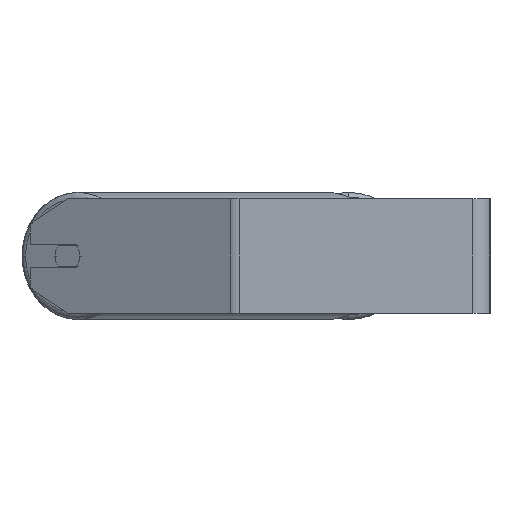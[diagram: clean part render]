
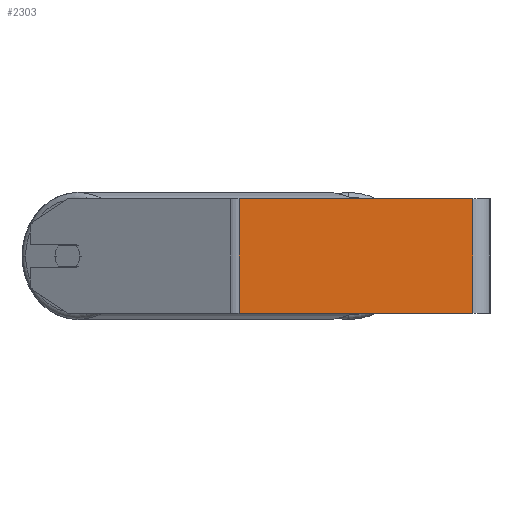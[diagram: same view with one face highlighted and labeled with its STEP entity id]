
A CAD part, left-side view. The second image highlights one B-rep face of the part: STEP entity #2303.
In plain terms, the highlighted planar face has unit normal (-1, 0, 0).
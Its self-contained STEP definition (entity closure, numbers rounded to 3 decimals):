
#170 = VERTEX_POINT ( 'NONE', #3942 ) ;
#182 = DIRECTION ( 'NONE',  ( 0., 0., -1. ) ) ;
#223 = EDGE_CURVE ( 'NONE', #170, #623, #6148, .T. ) ;
#450 = CARTESIAN_POINT ( 'NONE',  ( -605., 175.376, -40. ) ) ;
#623 = VERTEX_POINT ( 'NONE', #8163 ) ;
#702 = ORIENTED_EDGE ( 'NONE', *, *, #1958, .F. ) ;
#855 = VERTEX_POINT ( 'NONE', #3782 ) ;
#990 = ORIENTED_EDGE ( 'NONE', *, *, #7541, .T. ) ;
#1958 = EDGE_CURVE ( 'NONE', #623, #855, #6389, .T. ) ;
#2303 = ADVANCED_FACE ( 'NONE', ( #5548 ), #7664, .F. ) ;
#3140 = LINE ( 'NONE', #8612, #3422 ) ;
#3422 = VECTOR ( 'NONE', #7858, 1000. ) ;
#3599 = CARTESIAN_POINT ( 'NONE',  ( -605., 178.591, 40. ) ) ;
#3782 = CARTESIAN_POINT ( 'NONE',  ( -605., 12., -40. ) ) ;
#3801 = VECTOR ( 'NONE', #6964, 1000. ) ;
#3942 = CARTESIAN_POINT ( 'NONE',  ( -605., 175.376, 40. ) ) ;
#4741 = DIRECTION ( 'NONE',  ( 0., -1., 0. ) ) ;
#4898 = VERTEX_POINT ( 'NONE', #450 ) ;
#5036 = VECTOR ( 'NONE', #7586, 1000. ) ;
#5200 = EDGE_CURVE ( 'NONE', #170, #4898, #6340, .T. ) ;
#5409 = ORIENTED_EDGE ( 'NONE', *, *, #5200, .T. ) ;
#5548 = FACE_OUTER_BOUND ( 'NONE', #6596, .T. ) ;
#6148 = LINE ( 'NONE', #8747, #8674 ) ;
#6340 = LINE ( 'NONE', #6916, #3801 ) ;
#6389 = LINE ( 'NONE', #7674, #5036 ) ;
#6596 = EDGE_LOOP ( 'NONE', ( #990, #702, #7562, #5409 ) ) ;
#6916 = CARTESIAN_POINT ( 'NONE',  ( -605., 175.376, 40. ) ) ;
#6964 = DIRECTION ( 'NONE',  ( 0., 0., -1. ) ) ;
#7150 = AXIS2_PLACEMENT_3D ( 'NONE', #3599, #7702, #182 ) ;
#7541 = EDGE_CURVE ( 'NONE', #4898, #855, #3140, .T. ) ;
#7562 = ORIENTED_EDGE ( 'NONE', *, *, #223, .F. ) ;
#7586 = DIRECTION ( 'NONE',  ( 0., 0., -1. ) ) ;
#7664 = PLANE ( 'NONE',  #7150 ) ;
#7674 = CARTESIAN_POINT ( 'NONE',  ( -605., 12., 40. ) ) ;
#7702 = DIRECTION ( 'NONE',  ( 1., 0., 0. ) ) ;
#7858 = DIRECTION ( 'NONE',  ( 0., -1., 0. ) ) ;
#8163 = CARTESIAN_POINT ( 'NONE',  ( -605., 12., 40. ) ) ;
#8612 = CARTESIAN_POINT ( 'NONE',  ( -605., 178.591, -40. ) ) ;
#8674 = VECTOR ( 'NONE', #4741, 1000. ) ;
#8747 = CARTESIAN_POINT ( 'NONE',  ( -605., 178.591, 40. ) ) ;
